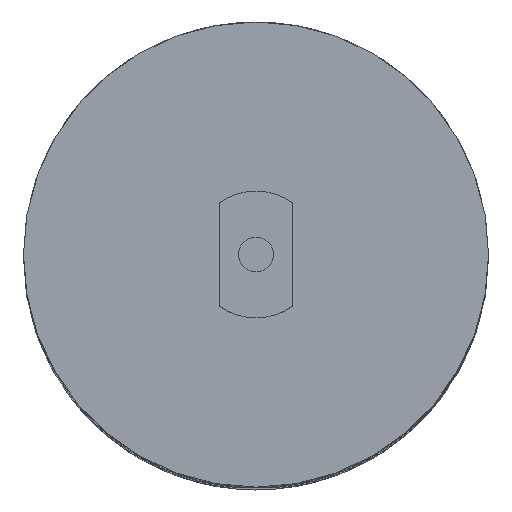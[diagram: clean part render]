
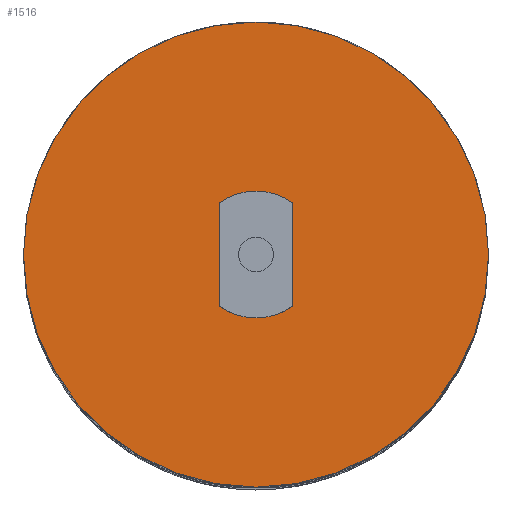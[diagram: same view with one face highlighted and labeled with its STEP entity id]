
A CAD part, top view. The second image highlights one B-rep face of the part: STEP entity #1516.
In plain terms, the highlighted planar face has unit normal (0, 0, 1).
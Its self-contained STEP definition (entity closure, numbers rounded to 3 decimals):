
#1123 = CYLINDRICAL_SURFACE('',#1124,22.);
#1124 = AXIS2_PLACEMENT_3D('',#1125,#1126,#1127);
#1125 = CARTESIAN_POINT('',(0.,0.,150.));
#1126 = DIRECTION('',(0.,0.,-1.));
#1127 = DIRECTION('',(1.,0.,0.));
#1340 = VERTEX_POINT('',#1341);
#1341 = CARTESIAN_POINT('',(22.,0.,155.));
#1362 = EDGE_CURVE('',#1340,#1340,#1363,.T.);
#1363 = SURFACE_CURVE('',#1364,(#1369,#1376),.PCURVE_S1.);
#1364 = CIRCLE('',#1365,22.);
#1365 = AXIS2_PLACEMENT_3D('',#1366,#1367,#1368);
#1366 = CARTESIAN_POINT('',(0.,0.,155.));
#1367 = DIRECTION('',(0.,0.,1.));
#1368 = DIRECTION('',(1.,0.,0.));
#1369 = PCURVE('',#1123,#1370);
#1370 = DEFINITIONAL_REPRESENTATION('',(#1371),#1375);
#1371 = LINE('',#1372,#1373);
#1372 = CARTESIAN_POINT('',(-0.,-5.));
#1373 = VECTOR('',#1374,1.);
#1374 = DIRECTION('',(-1.,0.));
#1375 = ( GEOMETRIC_REPRESENTATION_CONTEXT(2) 
PARAMETRIC_REPRESENTATION_CONTEXT() REPRESENTATION_CONTEXT('2D SPACE',''
  ) );
#1376 = PCURVE('',#1377,#1382);
#1377 = PLANE('',#1378);
#1378 = AXIS2_PLACEMENT_3D('',#1379,#1380,#1381);
#1379 = CARTESIAN_POINT('',(0.,0.,155.));
#1380 = DIRECTION('',(0.,0.,-1.));
#1381 = DIRECTION('',(0.,1.,0.));
#1382 = DEFINITIONAL_REPRESENTATION('',(#1383),#1391);
#1383 = ( BOUNDED_CURVE() B_SPLINE_CURVE(2,(#1384,#1385,#1386,#1387,
#1388,#1389,#1390),.UNSPECIFIED.,.T.,.F.) B_SPLINE_CURVE_WITH_KNOTS((1,2
    ,2,2,2,1),(-2.094,0.,2.094,4.189,
6.283,8.378),.UNSPECIFIED.) CURVE() 
GEOMETRIC_REPRESENTATION_ITEM() RATIONAL_B_SPLINE_CURVE((1.,0.5,1.,0.5,
1.,0.5,1.)) REPRESENTATION_ITEM('') );
#1384 = CARTESIAN_POINT('',(0.,22.));
#1385 = CARTESIAN_POINT('',(38.105,22.));
#1386 = CARTESIAN_POINT('',(19.053,-11.));
#1387 = CARTESIAN_POINT('',(0.,-44.));
#1388 = CARTESIAN_POINT('',(-19.053,-11.));
#1389 = CARTESIAN_POINT('',(-38.105,22.));
#1390 = CARTESIAN_POINT('',(0.,22.));
#1391 = ( GEOMETRIC_REPRESENTATION_CONTEXT(2) 
PARAMETRIC_REPRESENTATION_CONTEXT() REPRESENTATION_CONTEXT('2D SPACE',''
  ) );
#1516 = ADVANCED_FACE('',(#1517,#1520),#1377,.F.);
#1517 = FACE_BOUND('',#1518,.F.);
#1518 = EDGE_LOOP('',(#1519));
#1519 = ORIENTED_EDGE('',*,*,#1362,.F.);
#1520 = FACE_BOUND('',#1521,.F.);
#1521 = EDGE_LOOP('',(#1522,#1552,#1585,#1613));
#1522 = ORIENTED_EDGE('',*,*,#1523,.F.);
#1523 = EDGE_CURVE('',#1524,#1526,#1528,.T.);
#1524 = VERTEX_POINT('',#1525);
#1525 = CARTESIAN_POINT('',(3.5,4.873,155.));
#1526 = VERTEX_POINT('',#1527);
#1527 = CARTESIAN_POINT('',(3.5,-4.873,155.));
#1528 = SURFACE_CURVE('',#1529,(#1533,#1540),.PCURVE_S1.);
#1529 = LINE('',#1530,#1531);
#1530 = CARTESIAN_POINT('',(3.5,4.873,155.));
#1531 = VECTOR('',#1532,1.);
#1532 = DIRECTION('',(0.,-1.,0.));
#1533 = PCURVE('',#1377,#1534);
#1534 = DEFINITIONAL_REPRESENTATION('',(#1535),#1539);
#1535 = LINE('',#1536,#1537);
#1536 = CARTESIAN_POINT('',(4.873,3.5));
#1537 = VECTOR('',#1538,1.);
#1538 = DIRECTION('',(-1.,0.));
#1539 = ( GEOMETRIC_REPRESENTATION_CONTEXT(2) 
PARAMETRIC_REPRESENTATION_CONTEXT() REPRESENTATION_CONTEXT('2D SPACE',''
  ) );
#1540 = PCURVE('',#1541,#1546);
#1541 = PLANE('',#1542);
#1542 = AXIS2_PLACEMENT_3D('',#1543,#1544,#1545);
#1543 = CARTESIAN_POINT('',(3.5,4.873,155.));
#1544 = DIRECTION('',(1.,0.,0.));
#1545 = DIRECTION('',(0.,-1.,0.));
#1546 = DEFINITIONAL_REPRESENTATION('',(#1547),#1551);
#1547 = LINE('',#1548,#1549);
#1548 = CARTESIAN_POINT('',(0.,0.));
#1549 = VECTOR('',#1550,1.);
#1550 = DIRECTION('',(1.,0.));
#1551 = ( GEOMETRIC_REPRESENTATION_CONTEXT(2) 
PARAMETRIC_REPRESENTATION_CONTEXT() REPRESENTATION_CONTEXT('2D SPACE',''
  ) );
#1552 = ORIENTED_EDGE('',*,*,#1553,.T.);
#1553 = EDGE_CURVE('',#1524,#1554,#1556,.T.);
#1554 = VERTEX_POINT('',#1555);
#1555 = CARTESIAN_POINT('',(-3.5,4.873,155.));
#1556 = SURFACE_CURVE('',#1557,(#1562,#1573),.PCURVE_S1.);
#1557 = CIRCLE('',#1558,6.);
#1558 = AXIS2_PLACEMENT_3D('',#1559,#1560,#1561);
#1559 = CARTESIAN_POINT('',(0.,0.,155.));
#1560 = DIRECTION('',(0.,0.,1.));
#1561 = DIRECTION('',(1.,0.,0.));
#1562 = PCURVE('',#1377,#1563);
#1563 = DEFINITIONAL_REPRESENTATION('',(#1564),#1572);
#1564 = ( BOUNDED_CURVE() B_SPLINE_CURVE(2,(#1565,#1566,#1567,#1568,
#1569,#1570,#1571),.UNSPECIFIED.,.T.,.F.) B_SPLINE_CURVE_WITH_KNOTS((1,2
    ,2,2,2,1),(-2.094,0.,2.094,4.189,
6.283,8.378),.UNSPECIFIED.) CURVE() 
GEOMETRIC_REPRESENTATION_ITEM() RATIONAL_B_SPLINE_CURVE((1.,0.5,1.,0.5,
1.,0.5,1.)) REPRESENTATION_ITEM('') );
#1565 = CARTESIAN_POINT('',(0.,6.));
#1566 = CARTESIAN_POINT('',(10.392,6.));
#1567 = CARTESIAN_POINT('',(5.196,-3.));
#1568 = CARTESIAN_POINT('',(0.,-12.));
#1569 = CARTESIAN_POINT('',(-5.196,-3.));
#1570 = CARTESIAN_POINT('',(-10.392,6.));
#1571 = CARTESIAN_POINT('',(0.,6.));
#1572 = ( GEOMETRIC_REPRESENTATION_CONTEXT(2) 
PARAMETRIC_REPRESENTATION_CONTEXT() REPRESENTATION_CONTEXT('2D SPACE',''
  ) );
#1573 = PCURVE('',#1574,#1579);
#1574 = CYLINDRICAL_SURFACE('',#1575,6.);
#1575 = AXIS2_PLACEMENT_3D('',#1576,#1577,#1578);
#1576 = CARTESIAN_POINT('',(0.,0.,155.));
#1577 = DIRECTION('',(0.,0.,-1.));
#1578 = DIRECTION('',(1.,0.,0.));
#1579 = DEFINITIONAL_REPRESENTATION('',(#1580),#1584);
#1580 = LINE('',#1581,#1582);
#1581 = CARTESIAN_POINT('',(-0.,0.));
#1582 = VECTOR('',#1583,1.);
#1583 = DIRECTION('',(-1.,0.));
#1584 = ( GEOMETRIC_REPRESENTATION_CONTEXT(2) 
PARAMETRIC_REPRESENTATION_CONTEXT() REPRESENTATION_CONTEXT('2D SPACE',''
  ) );
#1585 = ORIENTED_EDGE('',*,*,#1586,.T.);
#1586 = EDGE_CURVE('',#1554,#1587,#1589,.T.);
#1587 = VERTEX_POINT('',#1588);
#1588 = CARTESIAN_POINT('',(-3.5,-4.873,155.));
#1589 = SURFACE_CURVE('',#1590,(#1594,#1601),.PCURVE_S1.);
#1590 = LINE('',#1591,#1592);
#1591 = CARTESIAN_POINT('',(-3.5,4.873,155.));
#1592 = VECTOR('',#1593,1.);
#1593 = DIRECTION('',(0.,-1.,0.));
#1594 = PCURVE('',#1377,#1595);
#1595 = DEFINITIONAL_REPRESENTATION('',(#1596),#1600);
#1596 = LINE('',#1597,#1598);
#1597 = CARTESIAN_POINT('',(4.873,-3.5));
#1598 = VECTOR('',#1599,1.);
#1599 = DIRECTION('',(-1.,0.));
#1600 = ( GEOMETRIC_REPRESENTATION_CONTEXT(2) 
PARAMETRIC_REPRESENTATION_CONTEXT() REPRESENTATION_CONTEXT('2D SPACE',''
  ) );
#1601 = PCURVE('',#1602,#1607);
#1602 = PLANE('',#1603);
#1603 = AXIS2_PLACEMENT_3D('',#1604,#1605,#1606);
#1604 = CARTESIAN_POINT('',(-3.5,4.873,155.));
#1605 = DIRECTION('',(1.,0.,0.));
#1606 = DIRECTION('',(0.,-1.,0.));
#1607 = DEFINITIONAL_REPRESENTATION('',(#1608),#1612);
#1608 = LINE('',#1609,#1610);
#1609 = CARTESIAN_POINT('',(0.,0.));
#1610 = VECTOR('',#1611,1.);
#1611 = DIRECTION('',(1.,0.));
#1612 = ( GEOMETRIC_REPRESENTATION_CONTEXT(2) 
PARAMETRIC_REPRESENTATION_CONTEXT() REPRESENTATION_CONTEXT('2D SPACE',''
  ) );
#1613 = ORIENTED_EDGE('',*,*,#1614,.T.);
#1614 = EDGE_CURVE('',#1587,#1526,#1615,.T.);
#1615 = SURFACE_CURVE('',#1616,(#1621,#1632),.PCURVE_S1.);
#1616 = CIRCLE('',#1617,6.);
#1617 = AXIS2_PLACEMENT_3D('',#1618,#1619,#1620);
#1618 = CARTESIAN_POINT('',(0.,0.,155.));
#1619 = DIRECTION('',(0.,0.,1.));
#1620 = DIRECTION('',(1.,0.,0.));
#1621 = PCURVE('',#1377,#1622);
#1622 = DEFINITIONAL_REPRESENTATION('',(#1623),#1631);
#1623 = ( BOUNDED_CURVE() B_SPLINE_CURVE(2,(#1624,#1625,#1626,#1627,
#1628,#1629,#1630),.UNSPECIFIED.,.T.,.F.) B_SPLINE_CURVE_WITH_KNOTS((1,2
    ,2,2,2,1),(-2.094,0.,2.094,4.189,
6.283,8.378),.UNSPECIFIED.) CURVE() 
GEOMETRIC_REPRESENTATION_ITEM() RATIONAL_B_SPLINE_CURVE((1.,0.5,1.,0.5,
1.,0.5,1.)) REPRESENTATION_ITEM('') );
#1624 = CARTESIAN_POINT('',(0.,6.));
#1625 = CARTESIAN_POINT('',(10.392,6.));
#1626 = CARTESIAN_POINT('',(5.196,-3.));
#1627 = CARTESIAN_POINT('',(0.,-12.));
#1628 = CARTESIAN_POINT('',(-5.196,-3.));
#1629 = CARTESIAN_POINT('',(-10.392,6.));
#1630 = CARTESIAN_POINT('',(0.,6.));
#1631 = ( GEOMETRIC_REPRESENTATION_CONTEXT(2) 
PARAMETRIC_REPRESENTATION_CONTEXT() REPRESENTATION_CONTEXT('2D SPACE',''
  ) );
#1632 = PCURVE('',#1633,#1638);
#1633 = CYLINDRICAL_SURFACE('',#1634,6.);
#1634 = AXIS2_PLACEMENT_3D('',#1635,#1636,#1637);
#1635 = CARTESIAN_POINT('',(0.,0.,155.));
#1636 = DIRECTION('',(0.,0.,-1.));
#1637 = DIRECTION('',(1.,0.,0.));
#1638 = DEFINITIONAL_REPRESENTATION('',(#1639),#1643);
#1639 = LINE('',#1640,#1641);
#1640 = CARTESIAN_POINT('',(-0.,0.));
#1641 = VECTOR('',#1642,1.);
#1642 = DIRECTION('',(-1.,0.));
#1643 = ( GEOMETRIC_REPRESENTATION_CONTEXT(2) 
PARAMETRIC_REPRESENTATION_CONTEXT() REPRESENTATION_CONTEXT('2D SPACE',''
  ) );
